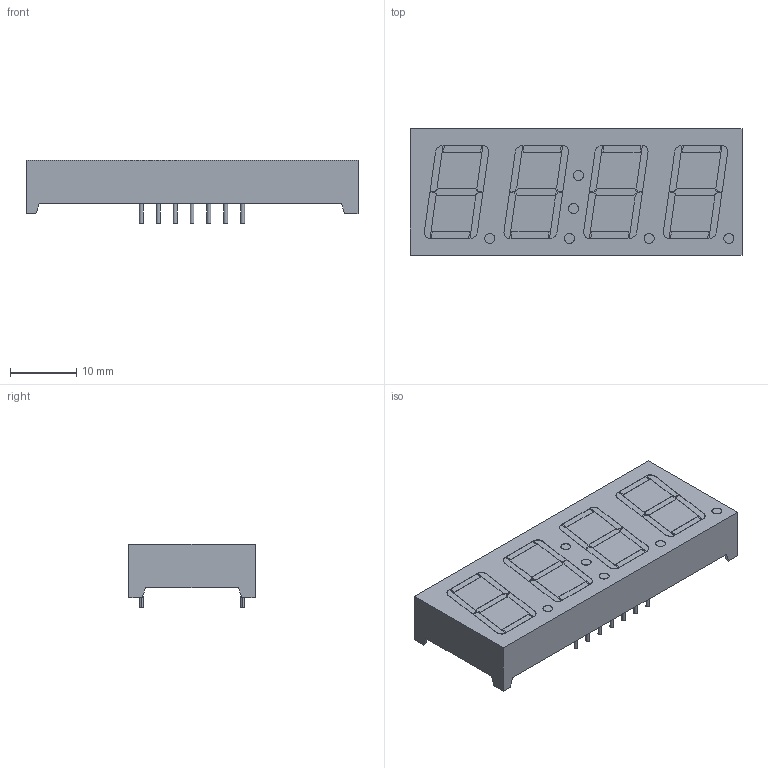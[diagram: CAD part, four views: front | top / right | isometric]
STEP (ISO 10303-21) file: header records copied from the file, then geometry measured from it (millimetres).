
FILE_DESCRIPTION (( 'STEP AP214' ), '1' );
FILE_NAME ('User Library-Led7-0.56''''-Clock.STEP', '2021-09-27T12:41:05', ( '' ), ( '' ), 'SwSTEP 2.0', 'SolidWorks 2021', '' );
FILE_SCHEMA (( 'AUTOMOTIVE_DESIGN' ));
Length unit declared in the file: millimetre
Products named in the file (1): User Library-Led7-0.56''''-Clock
Bounding box: 50 x 19 x 9.5 mm (x, y, z)
Volume: 6188.9 mm3; surface area: 2947.1 mm2
Topology: 1 solids, 1 shells, 254 faces, 612 edges, 408 vertices
Faces by surface type: plane 194, cylinder 60
Entity records: 8237 total; most frequent: CARTESIAN_POINT 1275, DIRECTION 1242, ORIENTED_EDGE 1224, EDGE_CURVE 612, LINE 492, VECTOR 492, VERTEX_POINT 408, AXIS2_PLACEMENT_3D 375
